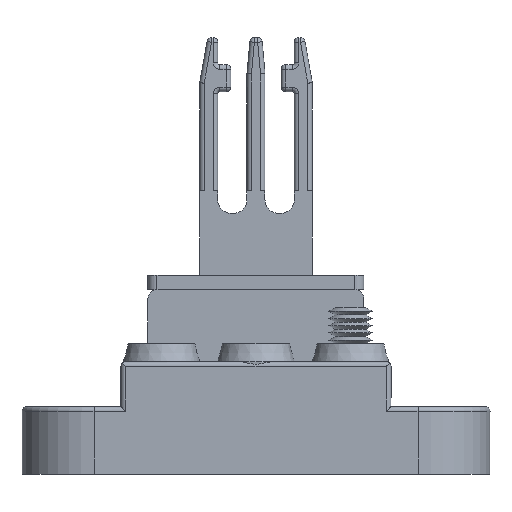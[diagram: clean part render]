
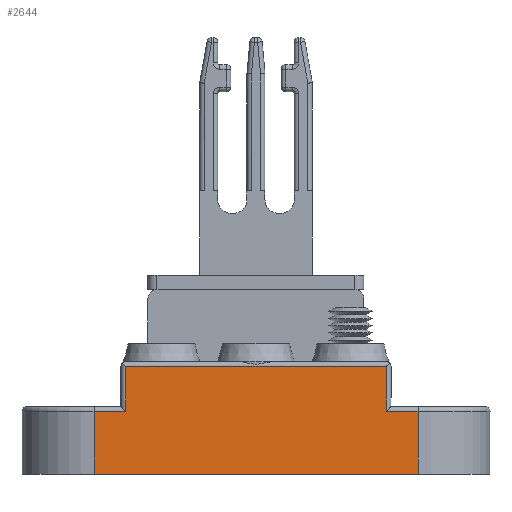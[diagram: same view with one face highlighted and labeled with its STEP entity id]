
A CAD part, front view. The second image highlights one B-rep face of the part: STEP entity #2644.
In plain terms, the highlighted planar face has unit normal (0, -1, 0).
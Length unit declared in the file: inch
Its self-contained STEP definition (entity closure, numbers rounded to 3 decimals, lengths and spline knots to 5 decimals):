
#311 = CARTESIAN_POINT ( 'NONE',  ( -0.70866, 0.00584, 0.23622 ) ) ;
#347 = FACE_OUTER_BOUND ( 'NONE', #7178, .T. ) ;
#362 = VERTEX_POINT ( 'NONE', #441 ) ;
#441 = CARTESIAN_POINT ( 'NONE',  ( -0.70866, 0.00584, 0. ) ) ;
#603 = ORIENTED_EDGE ( 'NONE', *, *, #5657, .T. ) ;
#871 = EDGE_CURVE ( 'NONE', #4481, #2527, #5089, .T. ) ;
#1222 = EDGE_CURVE ( 'NONE', #7243, #7766, #5956, .T. ) ;
#1543 = DIRECTION ( 'NONE',  ( 1., 0., 0. ) ) ;
#1590 = EDGE_CURVE ( 'NONE', #7766, #7802, #2114, .T. ) ;
#1718 = ORIENTED_EDGE ( 'NONE', *, *, #871, .T. ) ;
#1814 = VERTEX_POINT ( 'NONE', #7602 ) ;
#1832 = EDGE_CURVE ( 'NONE', #362, #1814, #2301, .T. ) ;
#1856 = AXIS2_PLACEMENT_3D ( 'NONE', #311, #4640, #1543 ) ;
#1909 = VECTOR ( 'NONE', #3895, 39.37008 ) ;
#1952 = CARTESIAN_POINT ( 'NONE',  ( 0.57087, 0.00584, 0.47244 ) ) ;
#1996 = CARTESIAN_POINT ( 'NONE',  ( 0.57087, 0.00584, 0.23622 ) ) ;
#2063 = VECTOR ( 'NONE', #4089, 39.37008 ) ;
#2114 = LINE ( 'NONE', #1996, #5037 ) ;
#2301 = LINE ( 'NONE', #3817, #7311 ) ;
#2514 = ORIENTED_EDGE ( 'NONE', *, *, #6025, .F. ) ;
#2527 = VERTEX_POINT ( 'NONE', #2613 ) ;
#2613 = CARTESIAN_POINT ( 'NONE',  ( -0.57087, 0.00584, 0.27559 ) ) ;
#2644 = ADVANCED_FACE ( 'NONE', ( #347 ), #5279, .T. ) ;
#2698 = ORIENTED_EDGE ( 'NONE', *, *, #1590, .T. ) ;
#2912 = VECTOR ( 'NONE', #7629, 39.37008 ) ;
#2918 = CARTESIAN_POINT ( 'NONE',  ( -0.70866, 0.00584, 0.27559 ) ) ;
#3012 = DIRECTION ( 'NONE',  ( -1., 0., 0. ) ) ;
#3068 = CARTESIAN_POINT ( 'NONE',  ( 0.70866, 0.00584, 0. ) ) ;
#3123 = LINE ( 'NONE', #8074, #6066 ) ;
#3138 = DIRECTION ( 'NONE',  ( 0., 0., 1. ) ) ;
#3407 = CARTESIAN_POINT ( 'NONE',  ( -0.57087, 0.00584, 0.23622 ) ) ;
#3540 = LINE ( 'NONE', #5777, #1909 ) ;
#3614 = LINE ( 'NONE', #4735, #3983 ) ;
#3817 = CARTESIAN_POINT ( 'NONE',  ( -0.70866, 0.00584, 0.1378 ) ) ;
#3895 = DIRECTION ( 'NONE',  ( -1., 0., 0. ) ) ;
#3934 = ORIENTED_EDGE ( 'NONE', *, *, #5340, .T. ) ;
#3983 = VECTOR ( 'NONE', #6697, 39.37008 ) ;
#4089 = DIRECTION ( 'NONE',  ( -1., 0., 0. ) ) ;
#4481 = VERTEX_POINT ( 'NONE', #6946 ) ;
#4624 = DIRECTION ( 'NONE',  ( 0., 0., -1. ) ) ;
#4640 = DIRECTION ( 'NONE',  ( 0., -1., 0. ) ) ;
#4735 = CARTESIAN_POINT ( 'NONE',  ( 0.70866, 0.00584, 0.23622 ) ) ;
#4812 = ORIENTED_EDGE ( 'NONE', *, *, #1222, .T. ) ;
#4891 = VECTOR ( 'NONE', #4624, 39.37008 ) ;
#5032 = VERTEX_POINT ( 'NONE', #3068 ) ;
#5037 = VECTOR ( 'NONE', #7611, 39.37008 ) ;
#5089 = LINE ( 'NONE', #3407, #4891 ) ;
#5125 = EDGE_CURVE ( 'NONE', #2527, #1814, #3123, .T. ) ;
#5279 = PLANE ( 'NONE',  #1856 ) ;
#5309 = CARTESIAN_POINT ( 'NONE',  ( 0.70866, 0.00584, 0.27559 ) ) ;
#5340 = EDGE_CURVE ( 'NONE', #7802, #4481, #7840, .T. ) ;
#5657 = EDGE_CURVE ( 'NONE', #5032, #7243, #3614, .T. ) ;
#5777 = CARTESIAN_POINT ( 'NONE',  ( 0., 0.00584, 0. ) ) ;
#5956 = LINE ( 'NONE', #2918, #2063 ) ;
#6025 = EDGE_CURVE ( 'NONE', #5032, #362, #3540, .T. ) ;
#6066 = VECTOR ( 'NONE', #3012, 39.37008 ) ;
#6347 = ORIENTED_EDGE ( 'NONE', *, *, #1832, .F. ) ;
#6373 = CARTESIAN_POINT ( 'NONE',  ( 0.57087, 0.00584, 0.27559 ) ) ;
#6697 = DIRECTION ( 'NONE',  ( 0., 0., 1. ) ) ;
#6946 = CARTESIAN_POINT ( 'NONE',  ( -0.57087, 0.00584, 0.47244 ) ) ;
#7102 = CARTESIAN_POINT ( 'NONE',  ( -0.70866, 0.00584, 0.47244 ) ) ;
#7178 = EDGE_LOOP ( 'NONE', ( #4812, #2698, #3934, #1718, #7412, #6347, #2514, #603 ) ) ;
#7243 = VERTEX_POINT ( 'NONE', #5309 ) ;
#7311 = VECTOR ( 'NONE', #3138, 39.37008 ) ;
#7412 = ORIENTED_EDGE ( 'NONE', *, *, #5125, .T. ) ;
#7602 = CARTESIAN_POINT ( 'NONE',  ( -0.70866, 0.00584, 0.27559 ) ) ;
#7611 = DIRECTION ( 'NONE',  ( 0., 0., 1. ) ) ;
#7629 = DIRECTION ( 'NONE',  ( -1., 0., 0. ) ) ;
#7766 = VERTEX_POINT ( 'NONE', #6373 ) ;
#7802 = VERTEX_POINT ( 'NONE', #1952 ) ;
#7840 = LINE ( 'NONE', #7102, #2912 ) ;
#8074 = CARTESIAN_POINT ( 'NONE',  ( -0.70866, 0.00584, 0.27559 ) ) ;
